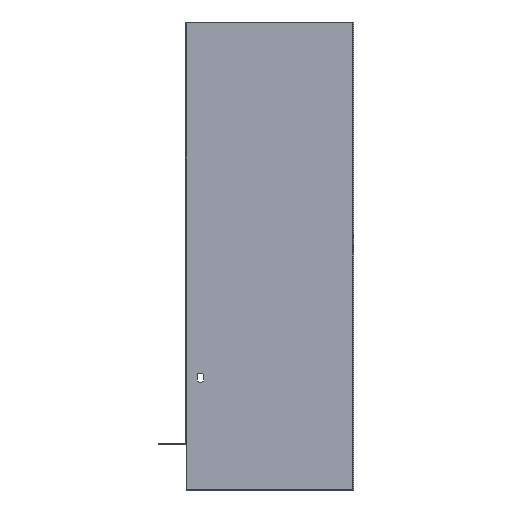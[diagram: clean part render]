
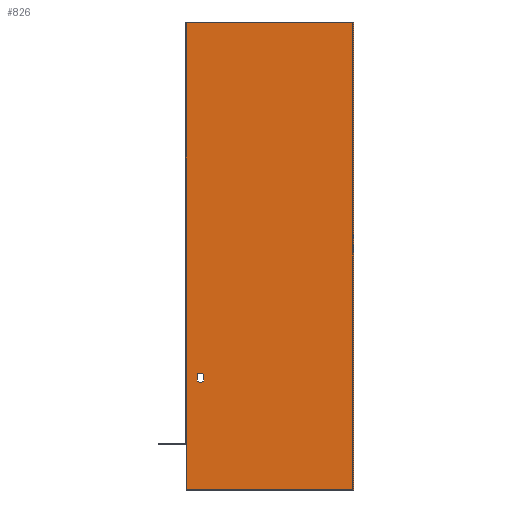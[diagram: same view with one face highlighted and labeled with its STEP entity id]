
A CAD part, left-side view. The second image highlights one B-rep face of the part: STEP entity #826.
In plain terms, the highlighted planar face has unit normal (-1, 0, 0).
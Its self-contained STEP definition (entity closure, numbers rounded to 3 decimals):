
#4 = AXIS2_PLACEMENT_3D ( 'NONE', #1213, #1209, #1220 ) ;
#14 = EDGE_CURVE ( 'NONE', #1091, #1147, #271, .T. ) ;
#57 = AXIS2_PLACEMENT_3D ( 'NONE', #176, #175, #174 ) ;
#170 = CARTESIAN_POINT ( 'NONE',  ( 0., 0., 1. ) ) ;
#171 = CARTESIAN_POINT ( 'NONE',  ( 0., 179., -499. ) ) ;
#174 = DIRECTION ( 'NONE',  ( 0., 0., -1. ) ) ;
#175 = DIRECTION ( 'NONE',  ( 1., 0., 0. ) ) ;
#176 = CARTESIAN_POINT ( 'NONE',  ( 0., 164., -379. ) ) ;
#178 = DIRECTION ( 'NONE',  ( 0., 0., 1. ) ) ;
#179 = CARTESIAN_POINT ( 'NONE',  ( 0., 179., 1. ) ) ;
#238 = AXIS2_PLACEMENT_3D ( 'NONE', #553, #558, #559 ) ;
#249 = EDGE_LOOP ( 'NONE', ( #914, #915, #916, #917 ) ) ;
#256 = EDGE_LOOP ( 'NONE', ( #906, #907, #908, #909, #910, #911, #912, #913 ) ) ;
#271 = CIRCLE ( 'NONE', #4, 5. ) ;
#378 = LINE ( 'NONE', #857, #408 ) ;
#400 = LINE ( 'NONE', #744, #402 ) ;
#401 = LINE ( 'NONE', #746, #403 ) ;
#402 = VECTOR ( 'NONE', #855, 1000. ) ;
#403 = VECTOR ( 'NONE', #858, 1000. ) ;
#404 = LINE ( 'NONE', #853, #406 ) ;
#406 = VECTOR ( 'NONE', #851, 1000. ) ;
#407 = LINE ( 'NONE', #849, #410 ) ;
#408 = VECTOR ( 'NONE', #850, 1000. ) ;
#409 = CIRCLE ( 'NONE', #57, 5. ) ;
#410 = VECTOR ( 'NONE', #178, 1000. ) ;
#412 = LINE ( 'NONE', #179, #417 ) ;
#414 = LINE ( 'NONE', #1305, #442 ) ;
#417 = VECTOR ( 'NONE', #1299, 1000. ) ;
#423 = LINE ( 'NONE', #170, #426 ) ;
#426 = VECTOR ( 'NONE', #551, 1000. ) ;
#427 = LINE ( 'NONE', #171, #430 ) ;
#429 = LINE ( 'NONE', #894, #432 ) ;
#430 = VECTOR ( 'NONE', #895, 1000. ) ;
#432 = VECTOR ( 'NONE', #893, 1000. ) ;
#442 = VECTOR ( 'NONE', #884, 1000. ) ;
#470 = FACE_OUTER_BOUND ( 'NONE', #256, .T. ) ;
#480 = FACE_BOUND ( 'NONE', #249, .T. ) ;
#542 = EDGE_CURVE ( 'NONE', #1130, #1133, #401, .T. ) ;
#543 = EDGE_CURVE ( 'NONE', #1108, #1100, #400, .T. ) ;
#544 = EDGE_CURVE ( 'NONE', #1130, #1100, #404, .T. ) ;
#545 = EDGE_CURVE ( 'NONE', #1147, #1122, #378, .T. ) ;
#546 = EDGE_CURVE ( 'NONE', #1129, #1091, #407, .T. ) ;
#547 = EDGE_CURVE ( 'NONE', #1122, #1129, #409, .T. ) ;
#550 = EDGE_CURVE ( 'NONE', #1133, #1094, #412, .T. ) ;
#551 = DIRECTION ( 'NONE',  ( 0., 0., -1. ) ) ;
#553 = CARTESIAN_POINT ( 'NONE',  ( 0., 179., 1. ) ) ;
#556 = PLANE ( 'NONE',  #238 ) ;
#558 = DIRECTION ( 'NONE',  ( 1., 0., 0. ) ) ;
#559 = DIRECTION ( 'NONE',  ( 0., 1., 0. ) ) ;
#645 = CARTESIAN_POINT ( 'NONE',  ( 0., 167.5, -375.429 ) ) ;
#648 = CARTESIAN_POINT ( 'NONE',  ( 0., 0., 1. ) ) ;
#652 = CARTESIAN_POINT ( 'NONE',  ( 0., 209., -449. ) ) ;
#653 = CARTESIAN_POINT ( 'NONE',  ( 0., 0., -499. ) ) ;
#660 = CARTESIAN_POINT ( 'NONE',  ( 0., 209., -450. ) ) ;
#674 = CARTESIAN_POINT ( 'NONE',  ( 0., 160.5, -382.571 ) ) ;
#681 = CARTESIAN_POINT ( 'NONE',  ( 0., 167.5, -382.571 ) ) ;
#682 = CARTESIAN_POINT ( 'NONE',  ( 0., 180., -449. ) ) ;
#685 = CARTESIAN_POINT ( 'NONE',  ( 0., 180., 1. ) ) ;
#695 = CARTESIAN_POINT ( 'NONE',  ( 0., 179., -499. ) ) ;
#699 = CARTESIAN_POINT ( 'NONE',  ( 0., 160.5, -375.429 ) ) ;
#703 = CARTESIAN_POINT ( 'NONE',  ( 0., 179., -450. ) ) ;
#744 = CARTESIAN_POINT ( 'NONE',  ( 0., 209., -450. ) ) ;
#746 = CARTESIAN_POINT ( 'NONE',  ( 0., 180., 1. ) ) ;
#792 = EDGE_CURVE ( 'NONE', #1094, #1101, #423, .T. ) ;
#794 = EDGE_CURVE ( 'NONE', #1143, #1101, #427, .T. ) ;
#795 = EDGE_CURVE ( 'NONE', #1151, #1108, #429, .T. ) ;
#803 = EDGE_CURVE ( 'NONE', #1151, #1143, #414, .T. ) ;
#826 = ADVANCED_FACE ( 'NONE', ( #470, #480 ), #556, .F. ) ;
#849 = CARTESIAN_POINT ( 'NONE',  ( 0., 167.5, -375.429 ) ) ;
#850 = DIRECTION ( 'NONE',  ( 0., 0., -1. ) ) ;
#851 = DIRECTION ( 'NONE',  ( 0., 1., 0. ) ) ;
#853 = CARTESIAN_POINT ( 'NONE',  ( 0., 179., -449. ) ) ;
#855 = DIRECTION ( 'NONE',  ( 0., 0., 1. ) ) ;
#857 = CARTESIAN_POINT ( 'NONE',  ( 0., 160.5, -375.429 ) ) ;
#858 = DIRECTION ( 'NONE',  ( 0., 0., 1. ) ) ;
#884 = DIRECTION ( 'NONE',  ( 0., 0., -1. ) ) ;
#893 = DIRECTION ( 'NONE',  ( 0., 1., 0. ) ) ;
#894 = CARTESIAN_POINT ( 'NONE',  ( 0., 179., -450. ) ) ;
#895 = DIRECTION ( 'NONE',  ( 0., -1., 0. ) ) ;
#906 = ORIENTED_EDGE ( 'NONE', *, *, #795, .F. ) ;
#907 = ORIENTED_EDGE ( 'NONE', *, *, #803, .T. ) ;
#908 = ORIENTED_EDGE ( 'NONE', *, *, #794, .T. ) ;
#909 = ORIENTED_EDGE ( 'NONE', *, *, #792, .F. ) ;
#910 = ORIENTED_EDGE ( 'NONE', *, *, #550, .F. ) ;
#911 = ORIENTED_EDGE ( 'NONE', *, *, #542, .F. ) ;
#912 = ORIENTED_EDGE ( 'NONE', *, *, #544, .T. ) ;
#913 = ORIENTED_EDGE ( 'NONE', *, *, #543, .F. ) ;
#914 = ORIENTED_EDGE ( 'NONE', *, *, #545, .T. ) ;
#915 = ORIENTED_EDGE ( 'NONE', *, *, #547, .T. ) ;
#916 = ORIENTED_EDGE ( 'NONE', *, *, #546, .T. ) ;
#917 = ORIENTED_EDGE ( 'NONE', *, *, #14, .T. ) ;
#1091 = VERTEX_POINT ( 'NONE', #645 ) ;
#1094 = VERTEX_POINT ( 'NONE', #648 ) ;
#1100 = VERTEX_POINT ( 'NONE', #652 ) ;
#1101 = VERTEX_POINT ( 'NONE', #653 ) ;
#1108 = VERTEX_POINT ( 'NONE', #660 ) ;
#1122 = VERTEX_POINT ( 'NONE', #674 ) ;
#1129 = VERTEX_POINT ( 'NONE', #681 ) ;
#1130 = VERTEX_POINT ( 'NONE', #682 ) ;
#1133 = VERTEX_POINT ( 'NONE', #685 ) ;
#1143 = VERTEX_POINT ( 'NONE', #695 ) ;
#1147 = VERTEX_POINT ( 'NONE', #699 ) ;
#1151 = VERTEX_POINT ( 'NONE', #703 ) ;
#1209 = DIRECTION ( 'NONE',  ( 1., 0., 0. ) ) ;
#1213 = CARTESIAN_POINT ( 'NONE',  ( 0., 164., -379. ) ) ;
#1220 = DIRECTION ( 'NONE',  ( 0., 0., -1. ) ) ;
#1299 = DIRECTION ( 'NONE',  ( 0., -1., 0. ) ) ;
#1305 = CARTESIAN_POINT ( 'NONE',  ( 0., 179., 1. ) ) ;
